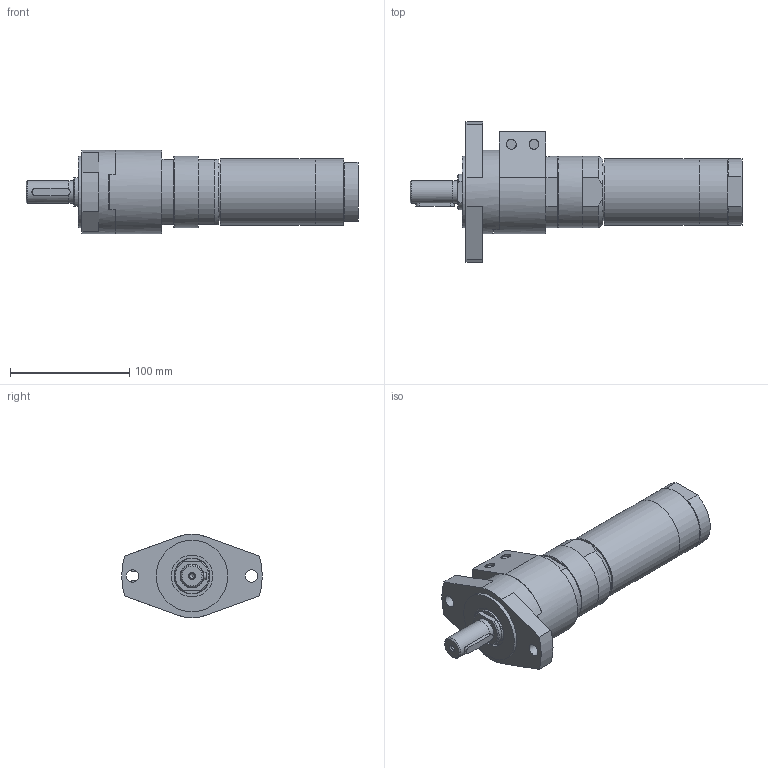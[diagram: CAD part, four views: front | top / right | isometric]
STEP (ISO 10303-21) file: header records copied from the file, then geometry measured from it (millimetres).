
FILE_DESCRIPTION(/* description */ (''),/* implementation_level */ '2;1');
FILE_NAME(/* name */ 'MUD 40-65 F100_60031887.stp',/* time_stamp */ '2018-11-27T15:47:05+01:00',/* author */ ('flambert'),/* organization */ (''),/* preprocessor_version */ 'ST-DEVELOPER v17',/* originating_system */ 'Autodesk Inventor 2018',/* authorisation */ '');
FILE_SCHEMA (('AUTOMOTIVE_DESIGN { 1 0 10303 214 3 1 1 }'));
Length unit declared in the file: millimetre
Products named in the file (1): MUD 40-65 F100_60031887
Bounding box: 278.7 x 118 x 70 mm (x, y, z)
Volume: 747515.5 mm3; surface area: 83584.4 mm2
Topology: 1 solids, 13 shells, 297 faces, 769 edges, 521 vertices
Faces by surface type: plane 165, cylinder 75, cone 38, torus 10, bspline 7, sphere 2
Full cylindrical faces by diameter (mm): 1.55 x2, 3.6 x1, 4 x1, 4.134 x1, 5 x1, 5.5 x1, 8.376 x2, 10 x2, 10.3 x2, 10.5 x2, 11.445 x2, 14.95 x1, 16 x2, 18 x2, 18.8 x1, 19 x1, 29.95 x1, 35 x1, 36.5 x1, 40 x2, 48.178 x2, 48.376 x1, 55.178 x1, 56 x2, 60 x2, 70 x1
Entity records: 9774 total; most frequent: CARTESIAN_POINT 1901, DIRECTION 1606, ORIENTED_EDGE 1532, EDGE_CURVE 766, AXIS2_PLACEMENT_3D 613, VERTEX_POINT 521, LINE 380, VECTOR 380
